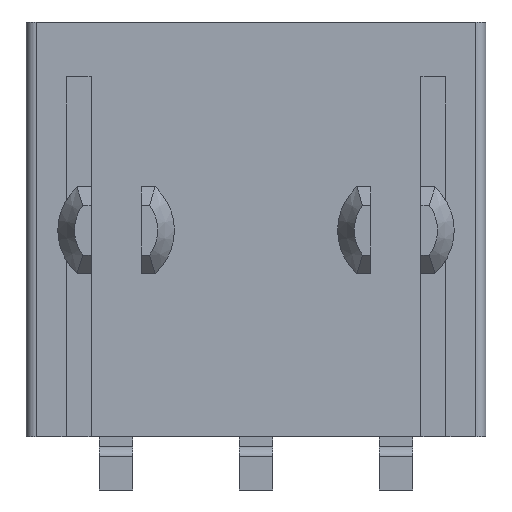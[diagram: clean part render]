
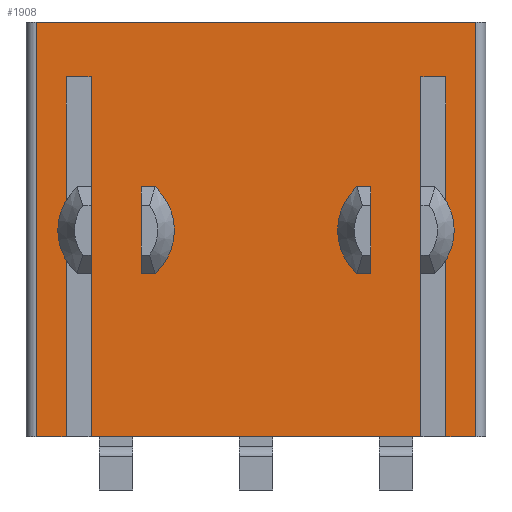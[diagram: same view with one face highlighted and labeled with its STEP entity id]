
A CAD part, front view. The second image highlights one B-rep face of the part: STEP entity #1908.
In plain terms, the highlighted planar face has unit normal (0, -1, 0).
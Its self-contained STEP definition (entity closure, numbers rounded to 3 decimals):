
#22=DIRECTION('',(-1.,0.,0.));
#23=VECTOR('',#22,13.2);
#24=CARTESIAN_POINT('',(6.6,0.4,0.));
#25=LINE('',#24,#23);
#157=DIRECTION('',(0.,0.,1.));
#158=VECTOR('',#157,12.45);
#159=CARTESIAN_POINT('',(-6.6,0.4,-12.45));
#160=LINE('',#159,#158);
#166=DIRECTION('',(0.,0.,-1.));
#167=VECTOR('',#166,2.598);
#168=CARTESIAN_POINT('',(3.45,0.4,-4.951));
#169=LINE('',#168,#167);
#170=DIRECTION('',(0.,0.,1.));
#171=VECTOR('',#170,2.598);
#172=CARTESIAN_POINT('',(-3.45,0.4,-7.549));
#173=LINE('',#172,#171);
#174=DIRECTION('',(-1.,0.,0.));
#175=VECTOR('',#174,0.75);
#176=CARTESIAN_POINT('',(5.7,0.4,-1.65));
#177=LINE('',#176,#175);
#178=DIRECTION('',(-1.,0.,0.));
#179=VECTOR('',#178,0.75);
#180=CARTESIAN_POINT('',(-4.95,0.4,-1.65));
#181=LINE('',#180,#179);
#182=DIRECTION('',(0.,0.,1.));
#183=VECTOR('',#182,10.8);
#184=CARTESIAN_POINT('',(-5.7,0.4,-12.45));
#185=LINE('',#184,#183);
#186=DIRECTION('',(0.,0.,1.));
#187=VECTOR('',#186,10.8);
#188=CARTESIAN_POINT('',(5.7,0.4,-12.45));
#189=LINE('',#188,#187);
#195=CARTESIAN_POINT('',(4.2,0.4,-6.25));
#196=DIRECTION('',(0.,1.,0.));
#197=DIRECTION('',(-0.5,0.,-0.866));
#198=AXIS2_PLACEMENT_3D('',#195,#196,#197);
#319=DIRECTION('',(0.,0.,1.));
#320=VECTOR('',#319,10.8);
#321=CARTESIAN_POINT('',(4.95,0.4,-12.45));
#322=LINE('',#321,#320);
#359=DIRECTION('',(-1.,0.,0.));
#360=VECTOR('',#359,0.9);
#361=CARTESIAN_POINT('',(-5.7,0.4,-12.45));
#362=LINE('',#361,#360);
#367=DIRECTION('',(-1.,0.,0.));
#368=VECTOR('',#367,9.9);
#369=CARTESIAN_POINT('',(4.95,0.4,-12.45));
#370=LINE('',#369,#368);
#375=DIRECTION('',(-1.,0.,0.));
#376=VECTOR('',#375,0.9);
#377=CARTESIAN_POINT('',(6.6,0.4,-12.45));
#378=LINE('',#377,#376);
#451=DIRECTION('',(0.,0.,-1.));
#452=VECTOR('',#451,10.8);
#453=CARTESIAN_POINT('',(-4.95,0.4,-1.65));
#454=LINE('',#453,#452);
#479=CARTESIAN_POINT('',(-4.2,0.4,-6.25));
#480=DIRECTION('',(0.,1.,0.));
#481=DIRECTION('',(0.5,0.,0.866));
#482=AXIS2_PLACEMENT_3D('',#479,#480,#481);
#740=DIRECTION('',(0.,0.,1.));
#741=VECTOR('',#740,12.45);
#742=CARTESIAN_POINT('',(6.6,0.4,-12.45));
#743=LINE('',#742,#741);
#1413=CARTESIAN_POINT('',(6.6,0.4,-12.45));
#1414=CARTESIAN_POINT('',(6.6,0.4,0.));
#1415=VERTEX_POINT('',#1413);
#1416=VERTEX_POINT('',#1414);
#1441=CARTESIAN_POINT('',(-6.6,0.4,0.));
#1442=VERTEX_POINT('',#1441);
#1443=CARTESIAN_POINT('',(-6.6,0.4,-12.45));
#1444=VERTEX_POINT('',#1443);
#1449=CARTESIAN_POINT('',(3.45,0.4,-4.951));
#1450=CARTESIAN_POINT('',(3.45,0.4,-7.549));
#1451=VERTEX_POINT('',#1449);
#1452=VERTEX_POINT('',#1450);
#1497=CARTESIAN_POINT('',(-3.45,0.4,-7.549));
#1498=CARTESIAN_POINT('',(-3.45,0.4,-4.951));
#1499=VERTEX_POINT('',#1497);
#1500=VERTEX_POINT('',#1498);
#1561=CARTESIAN_POINT('',(5.7,0.4,-1.65));
#1562=CARTESIAN_POINT('',(4.95,0.4,-1.65));
#1563=VERTEX_POINT('',#1561);
#1564=VERTEX_POINT('',#1562);
#1565=CARTESIAN_POINT('',(5.7,0.4,-12.45));
#1566=VERTEX_POINT('',#1565);
#1567=CARTESIAN_POINT('',(-5.7,0.4,-12.45));
#1568=CARTESIAN_POINT('',(-5.7,0.4,-1.65));
#1569=VERTEX_POINT('',#1567);
#1570=VERTEX_POINT('',#1568);
#1571=CARTESIAN_POINT('',(-4.95,0.4,-1.65));
#1572=VERTEX_POINT('',#1571);
#1573=CARTESIAN_POINT('',(4.95,0.4,-12.45));
#1574=VERTEX_POINT('',#1573);
#1575=CARTESIAN_POINT('',(-4.95,0.4,-12.45));
#1576=VERTEX_POINT('',#1575);
#1867=CARTESIAN_POINT('',(6.9,0.4,0.));
#1868=DIRECTION('',(0.,-1.,0.));
#1869=DIRECTION('',(-1.,0.,0.));
#1870=AXIS2_PLACEMENT_3D('',#1867,#1868,#1869);
#1871=PLANE('',#1870);
#1873=ORIENTED_EDGE('',*,*,#1872,.T.);
#1875=ORIENTED_EDGE('',*,*,#1874,.F.);
#1877=ORIENTED_EDGE('',*,*,#1876,.T.);
#1879=ORIENTED_EDGE('',*,*,#1878,.F.);
#1881=ORIENTED_EDGE('',*,*,#1880,.T.);
#1883=ORIENTED_EDGE('',*,*,#1882,.F.);
#1885=ORIENTED_EDGE('',*,*,#1884,.T.);
#1886=ORIENTED_EDGE('',*,*,#1860,.T.);
#1887=ORIENTED_EDGE('',*,*,#1720,.F.);
#1889=ORIENTED_EDGE('',*,*,#1888,.F.);
#1891=ORIENTED_EDGE('',*,*,#1890,.T.);
#1893=ORIENTED_EDGE('',*,*,#1892,.T.);
#1894=EDGE_LOOP('',(#1873,#1875,#1877,#1879,#1881,#1883,#1885,#1886,#1887,#1889,
#1891,#1893));
#1895=FACE_OUTER_BOUND('',#1894,.F.);
#1897=ORIENTED_EDGE('',*,*,#1896,.F.);
#1899=ORIENTED_EDGE('',*,*,#1898,.F.);
#1900=EDGE_LOOP('',(#1897,#1899));
#1901=FACE_BOUND('',#1900,.F.);
#1903=ORIENTED_EDGE('',*,*,#1902,.F.);
#1905=ORIENTED_EDGE('',*,*,#1904,.F.);
#1906=EDGE_LOOP('',(#1903,#1905));
#1907=FACE_BOUND('',#1906,.F.);
#1908=ADVANCED_FACE('',(#1895,#1901,#1907),#1871,.T.);
#199=CIRCLE('',#198,1.5);
#483=CIRCLE('',#482,1.5);
#1720=EDGE_CURVE('',#1416,#1442,#25,.T.);
#1860=EDGE_CURVE('',#1444,#1442,#160,.T.);
#1872=EDGE_CURVE('',#1563,#1564,#177,.T.);
#1874=EDGE_CURVE('',#1574,#1564,#322,.T.);
#1876=EDGE_CURVE('',#1574,#1576,#370,.T.);
#1878=EDGE_CURVE('',#1572,#1576,#454,.T.);
#1880=EDGE_CURVE('',#1572,#1570,#181,.T.);
#1882=EDGE_CURVE('',#1569,#1570,#185,.T.);
#1884=EDGE_CURVE('',#1569,#1444,#362,.T.);
#1888=EDGE_CURVE('',#1415,#1416,#743,.T.);
#1890=EDGE_CURVE('',#1415,#1566,#378,.T.);
#1892=EDGE_CURVE('',#1566,#1563,#189,.T.);
#1896=EDGE_CURVE('',#1500,#1499,#483,.T.);
#1898=EDGE_CURVE('',#1499,#1500,#173,.T.);
#1902=EDGE_CURVE('',#1452,#1451,#199,.T.);
#1904=EDGE_CURVE('',#1451,#1452,#169,.T.);
